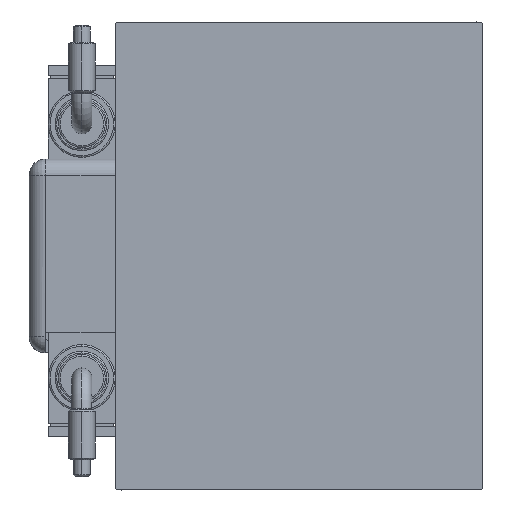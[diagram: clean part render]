
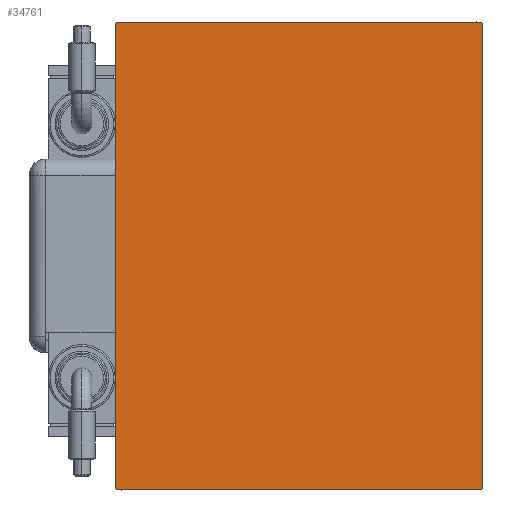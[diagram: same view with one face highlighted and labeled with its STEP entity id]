
A CAD part, left-side view. The second image highlights one B-rep face of the part: STEP entity #34761.
In plain terms, the highlighted face is planar.
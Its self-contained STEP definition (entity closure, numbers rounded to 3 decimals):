
#729 = ORIENTED_EDGE ( 'NONE', *, *, #39921, .T. ) ;
#3038 = CARTESIAN_POINT ( 'NONE',  ( 133., -62.35, 62.35 ) ) ;
#3516 = DIRECTION ( 'NONE',  ( 0., 0., -1. ) ) ;
#4243 = VERTEX_POINT ( 'NONE', #37295 ) ;
#4277 = VERTEX_POINT ( 'NONE', #56816 ) ;
#4824 = ORIENTED_EDGE ( 'NONE', *, *, #9159, .T. ) ;
#4965 = VERTEX_POINT ( 'NONE', #47157 ) ;
#5795 = VERTEX_POINT ( 'NONE', #29595 ) ;
#6472 = CARTESIAN_POINT ( 'NONE',  ( 133., -55., 69.7 ) ) ;
#7096 = LINE ( 'NONE', #24802, #55801 ) ;
#8820 = DIRECTION ( 'NONE',  ( 0., 0., 1. ) ) ;
#8912 = DIRECTION ( 'NONE',  ( 0., 0., -1. ) ) ;
#9159 = EDGE_CURVE ( 'NONE', #4243, #54680, #7096, .T. ) ;
#9289 = VECTOR ( 'NONE', #56993, 1000. ) ;
#12221 = DIRECTION ( 'NONE',  ( 0., 1., 0. ) ) ;
#14504 = ORIENTED_EDGE ( 'NONE', *, *, #26999, .T. ) ;
#15906 = EDGE_CURVE ( 'NONE', #54680, #5795, #35406, .T. ) ;
#15991 = CARTESIAN_POINT ( 'NONE',  ( 133., 55., 69.7 ) ) ;
#16360 = CARTESIAN_POINT ( 'NONE',  ( 133., 55., 70. ) ) ;
#16422 = VERTEX_POINT ( 'NONE', #15991 ) ;
#17859 = LINE ( 'NONE', #36469, #22110 ) ;
#18886 = AXIS2_PLACEMENT_3D ( 'NONE', #31818, #58464, #8912 ) ;
#21525 = LINE ( 'NONE', #16360, #24583 ) ;
#21653 = DIRECTION ( 'NONE',  ( 0., -0.707, -0.707 ) ) ;
#22110 = VECTOR ( 'NONE', #3516, 1000. ) ;
#22273 = LINE ( 'NONE', #23456, #53451 ) ;
#23456 = CARTESIAN_POINT ( 'NONE',  ( 133., 55., -70. ) ) ;
#23669 = CARTESIAN_POINT ( 'NONE',  ( 133., 55., -69.7 ) ) ;
#23726 = CARTESIAN_POINT ( 'NONE',  ( 133., 62.35, 62.35 ) ) ;
#24583 = VECTOR ( 'NONE', #39840, 1000. ) ;
#24802 = CARTESIAN_POINT ( 'NONE',  ( 133., -62.35, -62.35 ) ) ;
#25345 = CARTESIAN_POINT ( 'NONE',  ( 133., -55., -70. ) ) ;
#25552 = EDGE_LOOP ( 'NONE', ( #44629, #44273, #37664, #729, #14504, #26641, #54653, #4824 ) ) ;
#25707 = DIRECTION ( 'NONE',  ( 0., 0.707, -0.707 ) ) ;
#26227 = LINE ( 'NONE', #3038, #46172 ) ;
#26641 = ORIENTED_EDGE ( 'NONE', *, *, #52156, .T. ) ;
#26940 = CARTESIAN_POINT ( 'NONE',  ( 133., 62.35, -62.35 ) ) ;
#26999 = EDGE_CURVE ( 'NONE', #4965, #4277, #21525, .T. ) ;
#28475 = VERTEX_POINT ( 'NONE', #6472 ) ;
#29595 = CARTESIAN_POINT ( 'NONE',  ( 133., 54.7, -70. ) ) ;
#31519 = LINE ( 'NONE', #26940, #44401 ) ;
#31818 = CARTESIAN_POINT ( 'NONE',  ( 133., 0., 0. ) ) ;
#34761 = ADVANCED_FACE ( 'NONE', ( #46153 ), #50715, .T. ) ;
#35406 = LINE ( 'NONE', #25345, #54647 ) ;
#36469 = CARTESIAN_POINT ( 'NONE',  ( 133., -55., 70. ) ) ;
#37295 = CARTESIAN_POINT ( 'NONE',  ( 133., -55., -69.7 ) ) ;
#37664 = ORIENTED_EDGE ( 'NONE', *, *, #48587, .T. ) ;
#38377 = LINE ( 'NONE', #23726, #9289 ) ;
#39840 = DIRECTION ( 'NONE',  ( 0., -1., 0. ) ) ;
#39921 = EDGE_CURVE ( 'NONE', #16422, #4965, #38377, .T. ) ;
#42834 = EDGE_CURVE ( 'NONE', #28475, #4243, #17859, .T. ) ;
#44273 = ORIENTED_EDGE ( 'NONE', *, *, #58057, .T. ) ;
#44401 = VECTOR ( 'NONE', #45560, 1000. ) ;
#44629 = ORIENTED_EDGE ( 'NONE', *, *, #15906, .T. ) ;
#45560 = DIRECTION ( 'NONE',  ( 0., 0.707, 0.707 ) ) ;
#46153 = FACE_OUTER_BOUND ( 'NONE', #25552, .T. ) ;
#46172 = VECTOR ( 'NONE', #21653, 1000. ) ;
#47157 = CARTESIAN_POINT ( 'NONE',  ( 133., 54.7, 70. ) ) ;
#48587 = EDGE_CURVE ( 'NONE', #59617, #16422, #22273, .T. ) ;
#50715 = PLANE ( 'NONE',  #18886 ) ;
#52156 = EDGE_CURVE ( 'NONE', #4277, #28475, #26227, .T. ) ;
#53451 = VECTOR ( 'NONE', #8820, 1000. ) ;
#54647 = VECTOR ( 'NONE', #12221, 1000. ) ;
#54653 = ORIENTED_EDGE ( 'NONE', *, *, #42834, .T. ) ;
#54680 = VERTEX_POINT ( 'NONE', #55557 ) ;
#55557 = CARTESIAN_POINT ( 'NONE',  ( 133., -54.7, -70. ) ) ;
#55801 = VECTOR ( 'NONE', #25707, 1000. ) ;
#56816 = CARTESIAN_POINT ( 'NONE',  ( 133., -54.7, 70. ) ) ;
#56993 = DIRECTION ( 'NONE',  ( 0., -0.707, 0.707 ) ) ;
#58057 = EDGE_CURVE ( 'NONE', #5795, #59617, #31519, .T. ) ;
#58464 = DIRECTION ( 'NONE',  ( 1., 0., 0. ) ) ;
#59617 = VERTEX_POINT ( 'NONE', #23669 ) ;
